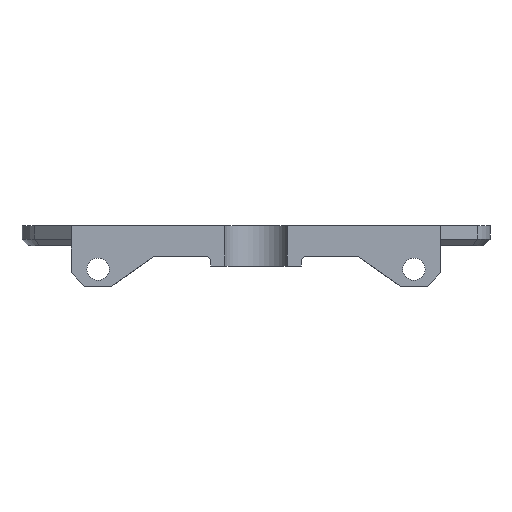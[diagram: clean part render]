
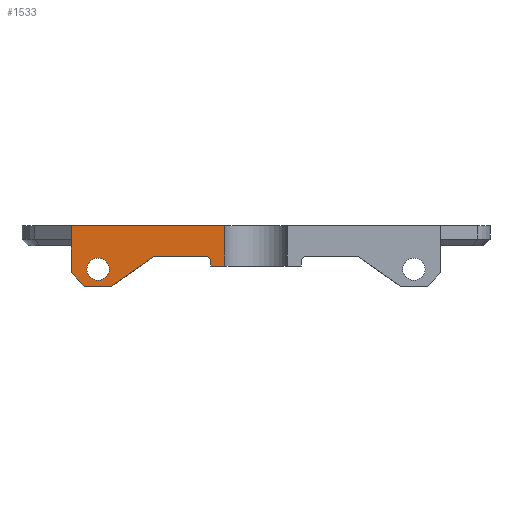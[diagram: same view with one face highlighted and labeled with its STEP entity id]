
A CAD part, front view. The second image highlights one B-rep face of the part: STEP entity #1533.
In plain terms, the highlighted planar face has unit normal (0, -1, 0).
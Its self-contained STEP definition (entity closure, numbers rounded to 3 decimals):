
#16=FACE_BOUND('',#240,.T.);
#40=(
BOUNDED_CURVE()
B_SPLINE_CURVE(2,(#2463,#2464,#2465),.UNSPECIFIED.,.F.,.F.)
B_SPLINE_CURVE_WITH_KNOTS((3,3),(0.861,0.93),
 .UNSPECIFIED.)
CURVE()
GEOMETRIC_REPRESENTATION_ITEM()
RATIONAL_B_SPLINE_CURVE((1.155,1.151,1.147))
REPRESENTATION_ITEM('')
);
#46=(
BOUNDED_CURVE()
B_SPLINE_CURVE(2,(#2528,#2529,#2530),.UNSPECIFIED.,.F.,.F.)
B_SPLINE_CURVE_WITH_KNOTS((3,3),(0.,0.318),.UNSPECIFIED.)
CURVE()
GEOMETRIC_REPRESENTATION_ITEM()
RATIONAL_B_SPLINE_CURVE((1.,1.003,1.004))
REPRESENTATION_ITEM('')
);
#80=PLANE('',#1694);
#156=FACE_OUTER_BOUND('',#239,.T.);
#239=EDGE_LOOP('',(#1222,#1223,#1224,#1225,#1226,#1227,#1228,#1229,#1230,
#1231,#1232,#1233,#1234));
#240=EDGE_LOOP('',(#1235));
#348=LINE('',#2440,#487);
#349=LINE('',#2469,#488);
#353=LINE('',#2478,#492);
#364=LINE('',#2544,#503);
#365=LINE('',#2545,#504);
#366=LINE('',#2546,#505);
#367=LINE('',#2548,#506);
#368=LINE('',#2549,#507);
#369=LINE('',#2551,#508);
#370=LINE('',#2553,#509);
#371=LINE('',#2554,#510);
#487=VECTOR('',#1981,10.);
#488=VECTOR('',#1996,10.);
#492=VECTOR('',#2004,10.);
#503=VECTOR('',#2033,10.);
#504=VECTOR('',#2034,10.);
#505=VECTOR('',#2035,10.);
#506=VECTOR('',#2036,10.);
#507=VECTOR('',#2037,10.);
#508=VECTOR('',#2038,10.);
#509=VECTOR('',#2039,10.);
#510=VECTOR('',#2040,10.);
#618=CIRCLE('',#1695,1.65);
#707=VERTEX_POINT('',#2437);
#708=VERTEX_POINT('',#2439);
#715=VERTEX_POINT('',#2460);
#716=VERTEX_POINT('',#2462);
#717=VERTEX_POINT('',#2468);
#720=VERTEX_POINT('',#2476);
#735=VERTEX_POINT('',#2525);
#736=VERTEX_POINT('',#2527);
#738=VERTEX_POINT('',#2542);
#739=VERTEX_POINT('',#2543);
#740=VERTEX_POINT('',#2547);
#741=VERTEX_POINT('',#2550);
#742=VERTEX_POINT('',#2552);
#743=VERTEX_POINT('',#2555);
#895=EDGE_CURVE('',#708,#707,#348,.T.);
#903=EDGE_CURVE('',#715,#716,#40,.T.);
#905=EDGE_CURVE('',#717,#716,#349,.T.);
#910=EDGE_CURVE('',#715,#720,#353,.T.);
#929=EDGE_CURVE('',#735,#736,#46,.T.);
#933=EDGE_CURVE('',#738,#739,#364,.T.);
#934=EDGE_CURVE('',#708,#738,#365,.T.);
#935=EDGE_CURVE('',#707,#736,#366,.T.);
#936=EDGE_CURVE('',#735,#740,#367,.T.);
#937=EDGE_CURVE('',#740,#717,#368,.T.);
#938=EDGE_CURVE('',#741,#720,#369,.T.);
#939=EDGE_CURVE('',#742,#741,#370,.T.);
#940=EDGE_CURVE('',#739,#742,#371,.T.);
#941=EDGE_CURVE('',#743,#743,#618,.T.);
#1222=ORIENTED_EDGE('',*,*,#933,.F.);
#1223=ORIENTED_EDGE('',*,*,#934,.F.);
#1224=ORIENTED_EDGE('',*,*,#895,.T.);
#1225=ORIENTED_EDGE('',*,*,#935,.T.);
#1226=ORIENTED_EDGE('',*,*,#929,.F.);
#1227=ORIENTED_EDGE('',*,*,#936,.T.);
#1228=ORIENTED_EDGE('',*,*,#937,.T.);
#1229=ORIENTED_EDGE('',*,*,#905,.T.);
#1230=ORIENTED_EDGE('',*,*,#903,.F.);
#1231=ORIENTED_EDGE('',*,*,#910,.T.);
#1232=ORIENTED_EDGE('',*,*,#938,.F.);
#1233=ORIENTED_EDGE('',*,*,#939,.F.);
#1234=ORIENTED_EDGE('',*,*,#940,.F.);
#1235=ORIENTED_EDGE('',*,*,#941,.T.);
#1533=ADVANCED_FACE('',(#156,#16),#80,.T.);
#1694=AXIS2_PLACEMENT_3D('',#2541,#2031,#2032);
#1695=AXIS2_PLACEMENT_3D('',#2556,#2041,#2042);
#1981=DIRECTION('',(0.,0.,-1.));
#1996=DIRECTION('',(1.,0.,0.));
#2004=DIRECTION('',(0.,0.,-1.));
#2031=DIRECTION('center_axis',(0.,-1.,0.));
#2032=DIRECTION('ref_axis',(-1.,0.,0.));
#2033=DIRECTION('',(0.,0.,-1.));
#2034=DIRECTION('',(1.,0.,0.));
#2035=DIRECTION('',(0.,0.,-1.));
#2036=DIRECTION('',(1.,0.,0.));
#2037=DIRECTION('',(0.819,0.,0.574));
#2038=DIRECTION('',(-1.,0.,0.));
#2039=DIRECTION('',(0.,0.,-1.));
#2040=DIRECTION('',(0.,0.,-1.));
#2041=DIRECTION('center_axis',(0.,1.,0.));
#2042=DIRECTION('ref_axis',(-1.,0.,0.));
#2437=CARTESIAN_POINT('',(-27.459,1.5,-3.));
#2439=CARTESIAN_POINT('',(-27.459,1.5,0.));
#2440=CARTESIAN_POINT('',(-27.459,1.5,0.));
#2460=CARTESIAN_POINT('',(-6.735,1.5,-5.));
#2462=CARTESIAN_POINT('',(-7.246,1.5,-4.5));
#2463=CARTESIAN_POINT('Ctrl Pts',(-6.735,1.5,-5.));
#2464=CARTESIAN_POINT('Ctrl Pts',(-6.982,1.5,-4.759));
#2465=CARTESIAN_POINT('Ctrl Pts',(-7.246,1.5,-4.5));
#2468=CARTESIAN_POINT('',(-15.032,1.5,-4.5));
#2469=CARTESIAN_POINT('',(-21.246,1.5,-4.5));
#2476=CARTESIAN_POINT('',(-6.735,1.5,-6.));
#2478=CARTESIAN_POINT('',(-6.735,1.5,0.));
#2525=CARTESIAN_POINT('',(-25.456,1.5,-9.));
#2527=CARTESIAN_POINT('',(-27.459,1.5,-7.));
#2528=CARTESIAN_POINT('Ctrl Pts',(-25.456,1.5,-9.));
#2529=CARTESIAN_POINT('Ctrl Pts',(-26.42,1.5,-8.038));
#2530=CARTESIAN_POINT('Ctrl Pts',(-27.459,1.5,-7.));
#2541=CARTESIAN_POINT('Origin',(-4.665,1.5,0.));
#2542=CARTESIAN_POINT('',(-4.665,1.5,0.));
#2543=CARTESIAN_POINT('',(-4.665,1.5,-3.));
#2544=CARTESIAN_POINT('',(-4.665,1.5,0.));
#2545=CARTESIAN_POINT('',(-54.468,1.5,0.));
#2546=CARTESIAN_POINT('',(-27.459,1.5,-4.5));
#2547=CARTESIAN_POINT('',(-21.459,1.5,-9.));
#2548=CARTESIAN_POINT('',(-21.76,1.5,-9.));
#2549=CARTESIAN_POINT('',(-18.943,1.5,-7.239));
#2550=CARTESIAN_POINT('',(-4.665,1.5,-6.));
#2551=CARTESIAN_POINT('',(-54.468,1.5,-6.));
#2552=CARTESIAN_POINT('',(-4.665,1.5,-4.5));
#2553=CARTESIAN_POINT('',(-4.665,1.5,0.));
#2554=CARTESIAN_POINT('',(-4.665,1.5,0.));
#2555=CARTESIAN_POINT('',(-21.809,1.5,-6.464));
#2556=CARTESIAN_POINT('Origin',(-23.459,1.5,-6.464));
